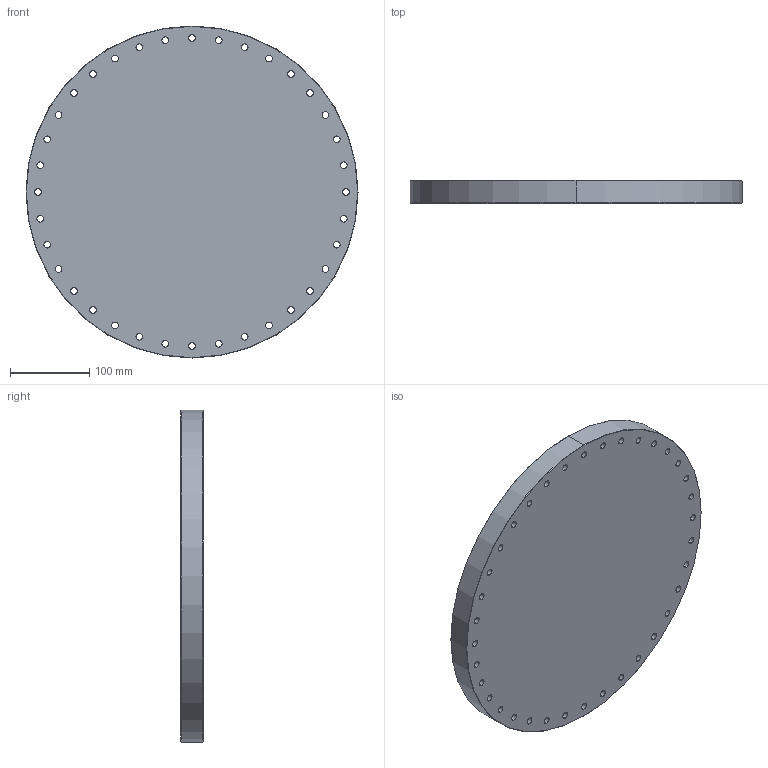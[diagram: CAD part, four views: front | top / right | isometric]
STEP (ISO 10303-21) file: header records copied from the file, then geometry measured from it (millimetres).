
FILE_DESCRIPTION (( 'STEP AP214' ), '1' );
FILE_NAME ('Hositrad_CF350-BT.STEP', '2017-09-12T12:35:03', ( 'Gebruiker' ), ( '' ), 'SwSTEP 2.0', 'SolidWorks 2017', '' );
FILE_SCHEMA (( 'AUTOMOTIVE_DESIGN' ));
Length unit declared in the file: millimetre
Products named in the file (1): Hositrad_CF350-BT
Bounding box: 419.1 x 28.5 x 419.1 mm (x, y, z)
Volume: 3739494.5 mm3; surface area: 338890.3 mm2
Topology: 1 solids, 1 shells, 87 faces, 244 edges, 160 vertices
Faces by surface type: cylinder 76, cone 8, plane 3
Entity records: 3864 total; most frequent: DIRECTION 580, CARTESIAN_POINT 492, ORIENTED_EDGE 488, AXIS2_PLACEMENT_3D 248, EDGE_CURVE 244, EDGE_LOOP 160, CIRCLE 160, VERTEX_POINT 160
